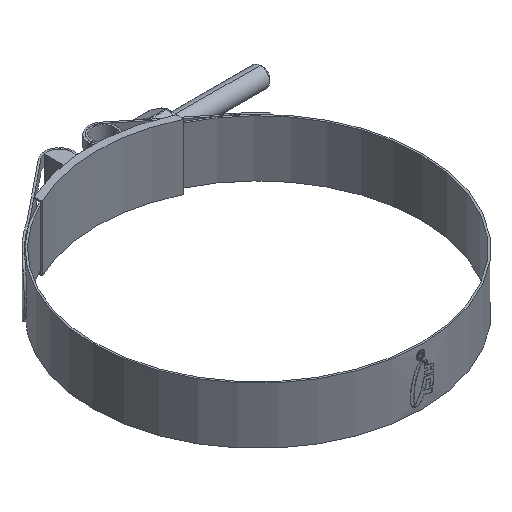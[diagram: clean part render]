
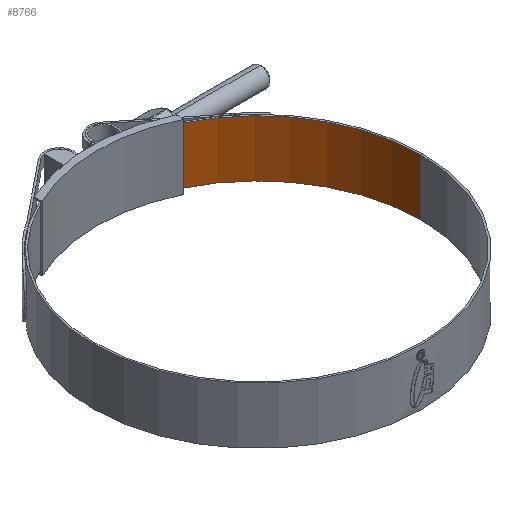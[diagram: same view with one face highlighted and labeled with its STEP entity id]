
A CAD part, isometric view. The second image highlights one B-rep face of the part: STEP entity #8766.
In plain terms, the highlighted cylindrical face has radius 55 mm (diameter 110 mm), a partial arc.
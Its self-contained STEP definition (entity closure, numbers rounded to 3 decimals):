
#122 = VECTOR ( 'NONE', #3191, 1000. ) ;
#801 = LINE ( 'NONE', #6304, #122 ) ;
#1280 = AXIS2_PLACEMENT_3D ( 'NONE', #9236, #2657, #12649 ) ;
#1768 = AXIS2_PLACEMENT_3D ( 'NONE', #3072, #12123, #7565 ) ;
#1827 = VERTEX_POINT ( 'NONE', #3799 ) ;
#1856 = EDGE_CURVE ( 'NONE', #10314, #14076, #10823, .T. ) ;
#1985 = EDGE_LOOP ( 'NONE', ( #2892, #6706, #7719, #4732 ) ) ;
#2657 = DIRECTION ( 'NONE',  ( 0., 0., -1. ) ) ;
#2892 = ORIENTED_EDGE ( 'NONE', *, *, #10503, .F. ) ;
#2905 = CIRCLE ( 'NONE', #1768, 55. ) ;
#3072 = CARTESIAN_POINT ( 'NONE',  ( 0., 0., 9.525 ) ) ;
#3191 = DIRECTION ( 'NONE',  ( 0., 0., -1. ) ) ;
#3248 = CARTESIAN_POINT ( 'NONE',  ( 55., 0., -9.525 ) ) ;
#3799 = CARTESIAN_POINT ( 'NONE',  ( 55., 0., 9.525 ) ) ;
#4213 = DIRECTION ( 'NONE',  ( -1., 0., 0. ) ) ;
#4732 = ORIENTED_EDGE ( 'NONE', *, *, #5541, .T. ) ;
#5541 = EDGE_CURVE ( 'NONE', #14076, #5762, #10495, .T. ) ;
#5762 = VERTEX_POINT ( 'NONE', #3248 ) ;
#5982 = FACE_OUTER_BOUND ( 'NONE', #1985, .T. ) ;
#6304 = CARTESIAN_POINT ( 'NONE',  ( 55., 0., 9.525 ) ) ;
#6706 = ORIENTED_EDGE ( 'NONE', *, *, #9804, .F. ) ;
#7541 = CARTESIAN_POINT ( 'NONE',  ( 0., 0., -9.525 ) ) ;
#7565 = DIRECTION ( 'NONE',  ( -1., 0., 0. ) ) ;
#7566 = CARTESIAN_POINT ( 'NONE',  ( 6.875, 54.569, 9.525 ) ) ;
#7719 = ORIENTED_EDGE ( 'NONE', *, *, #1856, .T. ) ;
#7764 = CARTESIAN_POINT ( 'NONE',  ( 6.875, 54.569, 9.525 ) ) ;
#8052 = CARTESIAN_POINT ( 'NONE',  ( 6.875, 54.569, -9.525 ) ) ;
#8717 = DIRECTION ( 'NONE',  ( 0., 0., -1. ) ) ;
#8766 = ADVANCED_FACE ( 'NONE', ( #5982 ), #13579, .F. ) ;
#9236 = CARTESIAN_POINT ( 'NONE',  ( 0., 0., 9.525 ) ) ;
#9804 = EDGE_CURVE ( 'NONE', #10314, #1827, #2905, .T. ) ;
#10314 = VERTEX_POINT ( 'NONE', #7764 ) ;
#10495 = CIRCLE ( 'NONE', #13259, 55. ) ;
#10503 = EDGE_CURVE ( 'NONE', #1827, #5762, #801, .T. ) ;
#10823 = LINE ( 'NONE', #7566, #11394 ) ;
#10940 = DIRECTION ( 'NONE',  ( 0., 0., -1. ) ) ;
#11394 = VECTOR ( 'NONE', #8717, 1000. ) ;
#12123 = DIRECTION ( 'NONE',  ( 0., 0., -1. ) ) ;
#12649 = DIRECTION ( 'NONE',  ( -1., 0., 0. ) ) ;
#13259 = AXIS2_PLACEMENT_3D ( 'NONE', #7541, #10940, #4213 ) ;
#13579 = CYLINDRICAL_SURFACE ( 'NONE', #1280, 55. ) ;
#14076 = VERTEX_POINT ( 'NONE', #8052 ) ;
